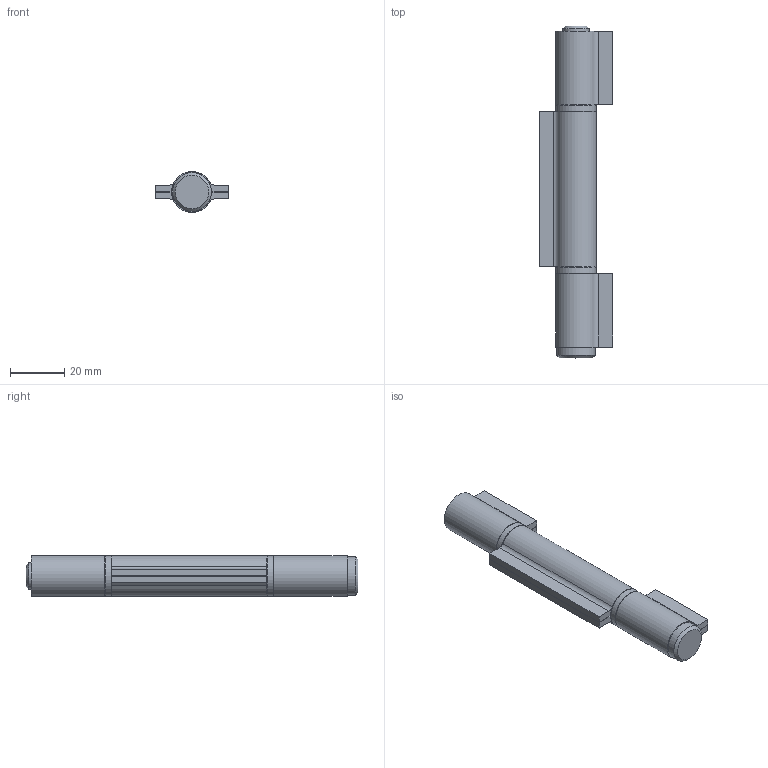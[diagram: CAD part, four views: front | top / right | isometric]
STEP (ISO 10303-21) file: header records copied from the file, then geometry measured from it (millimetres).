
FILE_DESCRIPTION (( 'STEP AP203' ), '1' );
FILE_NAME ('410-12.step', '2021-09-03T08:16:30', ( '' ), ( '' ), 'SwSTEP 2.0', 'SolidWorks 2018', '' );
FILE_SCHEMA (( 'CONFIG_CONTROL_DESIGN' ));
Length unit declared in the file: millimetre
Products named in the file (11): 410-xx Teil1; 410-xx Teil2; 410-12; 410-xx Teil1_410-12 Teil1; 410-xx Teil3_410-12 Teil3; 410-xx Teil4; 410-xx Teil4_410-12 Teil4; 410-xx Teil3; 410-xx Teil2_410-12 Teil2
Assembly tree (6 placements, depth 2):
  410-xx Teil1
  410-xx Teil2
  410-12
    410-xx Teil1_410-12 Teil1
    410-xx Teil2_410-12 Teil2  x2
    410-xx Teil4_410-12 Teil4  x2
    410-xx Teil3_410-12 Teil3
  410-xx Teil4
  410-xx Teil3
Bounding box: 27 x 122 x 15 mm (x, y, z)
Volume: 23777.5 mm3; surface area: 17311.9 mm2
Topology: 6 solids, 6 shells, 279 faces, 729 edges, 483 vertices
Faces by surface type: plane 142, bspline 83, cylinder 44, torus 8, cone 2
Full cylindrical faces by diameter (mm): 9.7 x1, 10 x2, 14.3 x1, 15 x2
Entity records: 11960 total; most frequent: CARTESIAN_POINT 5075, ORIENTED_EDGE 1336, DIRECTION 996, EDGE_CURVE 668, VERTEX_POINT 450, LINE 348, VECTOR 348, AXIS2_PLACEMENT_3D 324
